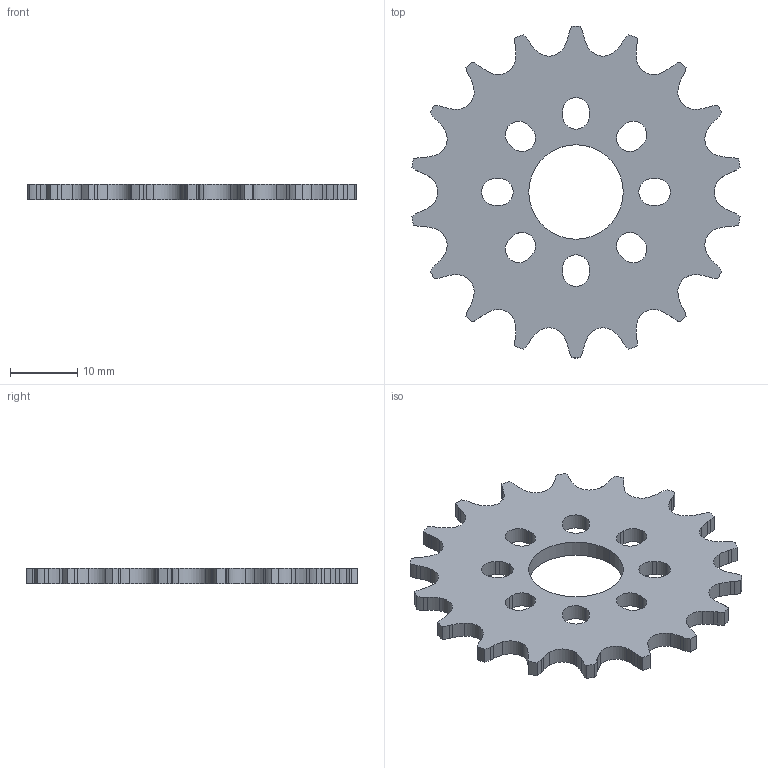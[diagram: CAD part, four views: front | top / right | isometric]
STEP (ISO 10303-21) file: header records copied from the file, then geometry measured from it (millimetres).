
FILE_DESCRIPTION (( 'STEP AP203' ), '1' );
FILE_NAME ('3311-0014-0018.STEP', '2018-08-17T20:24:59', ( '' ), ( '' ), 'SwSTEP 2.0', 'SolidWorks 2016', '' );
FILE_SCHEMA (( 'CONFIG_CONTROL_DESIGN' ));
Length unit declared in the file: millimetre
Products named in the file (1): 3311-0014-0018
Bounding box: 48.66 x 49.2 x 2.36 mm (x, y, z)
Volume: 2973 mm3; surface area: 3417.8 mm2
Topology: 1 solids, 1 shells, 196 faces, 582 edges, 388 vertices
Faces by surface type: cylinder 142, plane 54
Entity records: 6823 total; most frequent: DIRECTION 1260, CARTESIAN_POINT 1167, ORIENTED_EDGE 1164, EDGE_CURVE 582, AXIS2_PLACEMENT_3D 481, VERTEX_POINT 388, VECTOR 298, LINE 298
